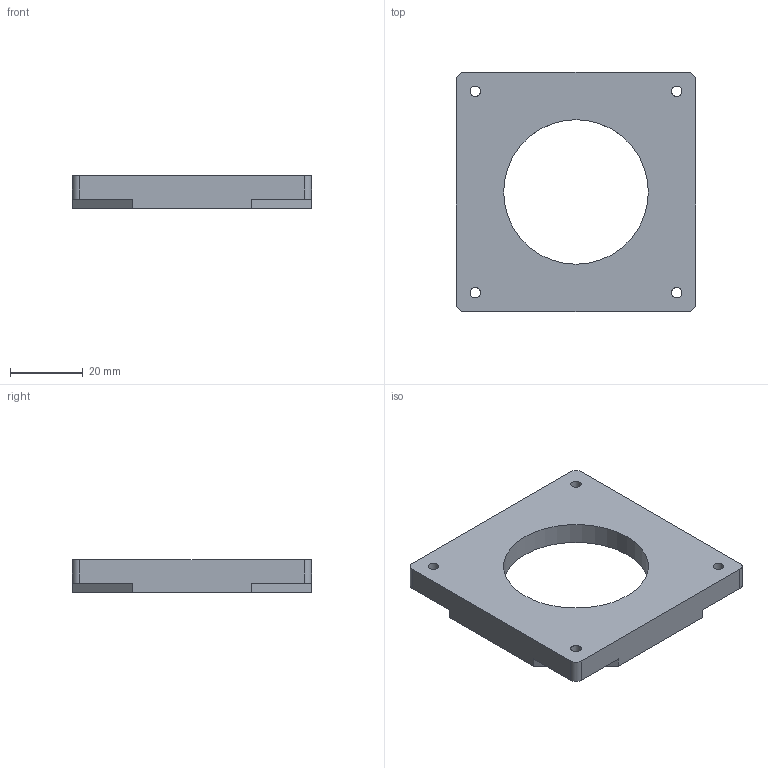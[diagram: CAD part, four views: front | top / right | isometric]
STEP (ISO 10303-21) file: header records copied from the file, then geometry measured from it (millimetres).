
FILE_DESCRIPTION(/* description */ (''),/* implementation_level */ '2;1');
FILE_NAME(/* name */ 'PLANITARY GEAR JOINER COVER.step',/* time_stamp */ '2024-08-08T22:44:34-04:00',/* author */ (''),/* organization */ (''),/* preprocessor_version */ 'ST-DEVELOPER v20',/* originating_system */ 'Autodesk Translation Framework v13.14.0.145',/* authorisation */ '');
FILE_SCHEMA (('AUTOMOTIVE_DESIGN { 1 0 10303 214 3 1 1 }'));
Length unit declared in the file: millimetre
Products named in the file (1): PLANITARY GEAR BOX
Bounding box: 65.8 x 65.8 x 9 mm (x, y, z)
Volume: 20992.3 mm3; surface area: 10119.5 mm2
Topology: 1 solids, 1 shells, 27 faces, 69 edges, 46 vertices
Faces by surface type: plane 16, cylinder 11
Full cylindrical faces by diameter (mm): 2.85 x4, 39.8 x1, 61 x1, 61.6 x1
Entity records: 888 total; most frequent: DIRECTION 147, CARTESIAN_POINT 143, ORIENTED_EDGE 138, EDGE_CURVE 69, AXIS2_PLACEMENT_3D 50, LINE 47, VECTOR 47, VERTEX_POINT 46
